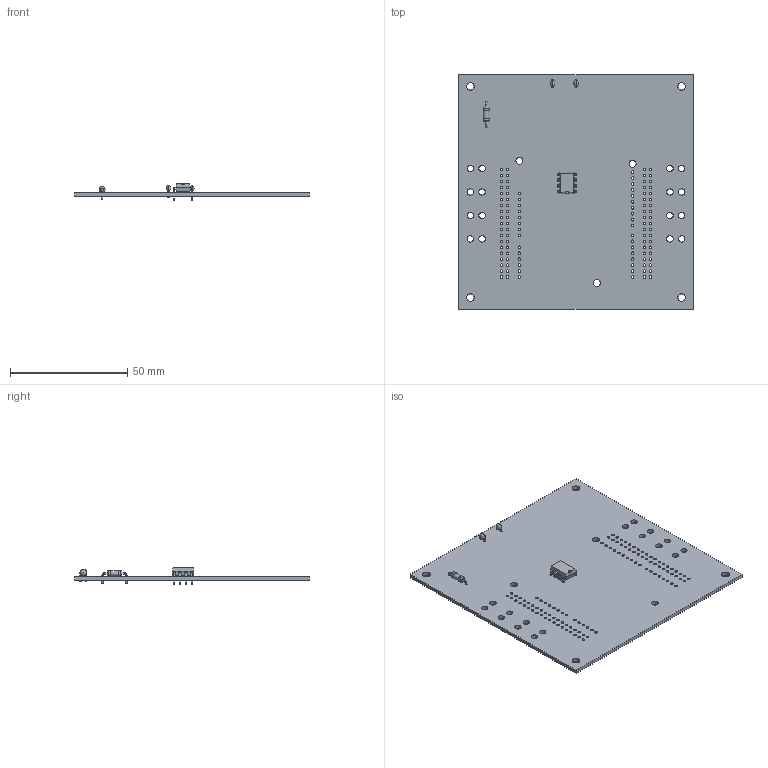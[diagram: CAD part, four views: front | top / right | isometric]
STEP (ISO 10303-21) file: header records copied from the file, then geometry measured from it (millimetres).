
FILE_DESCRIPTION(('KiCad electronic assembly'),'2;1');
FILE_NAME('FastCANDriver.step','2024-12-10T08:42:35',('Pcbnew'),('Kicad' ),'Open CASCADE STEP processor 7.6','KiCad to STEP converter', 'Unknown');
FILE_SCHEMA(('AUTOMOTIVE_DESIGN { 1 0 10303 214 1 1 1 1 }'));
Length unit declared in the file: millimetre
Products named in the file (8): FastCANDriver 1; C_Disc_D3.0mm_W2.0mm_P2.50mm; C_Disc_D30mm_W20mm_P250mm; DIP-8_W7.62mm; R_Axial_DIN0207_L6.3mm_D2.5mm_P10.16mm_Horizontal; R_Axial_DIN0207_L63mm_D25mm_P1016mm_Horizontal; FastCANDriver_PCB
Assembly tree (8 placements, depth 3):
  FastCANDriver 1
    C_Disc_D3.0mm_W2.0mm_P2.50mm  x2
      C_Disc_D30mm_W20mm_P250mm
    DIP-8_W7.62mm
      DIP-8_W7.62mm
    R_Axial_DIN0207_L6.3mm_D2.5mm_P10.16mm_Horizontal
      R_Axial_DIN0207_L63mm_D25mm_P1016mm_Horizontal
    FastCANDriver_PCB
Bounding box: 100 x 100 x 6.98 mm (x, y, z)
Volume: 15841.5 mm3; surface area: 21528.4 mm2
Topology: 5 solids, 5 shells, 340 faces, 932 edges, 602 vertices
Faces by surface type: cylinder 181, plane 127, bspline 20, revolution 4, sphere 4, torus 4
Full cylindrical faces by diameter (mm): 0.5 x4, 0.6 x4, 0.8 x14, 1.02 x76, 1.07 x32, 2.25 x1, 2.5 x2, 2.7 x16, 3 x3, 3.3 x4
Entity records: 12933 total; most frequent: CARTESIAN_POINT 2419, DIRECTION 1867, ORIENTED_EDGE 1798, EDGE_CURVE 899, AXIS2_PLACEMENT_3D 678, FACE_BOUND 622, EDGE_LOOP 622, VERTEX_POINT 583
